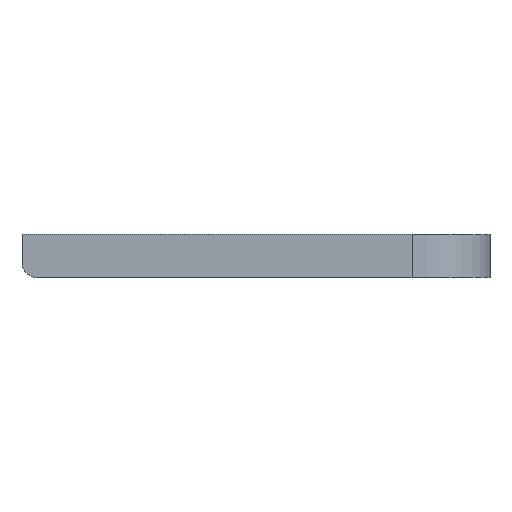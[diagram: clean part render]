
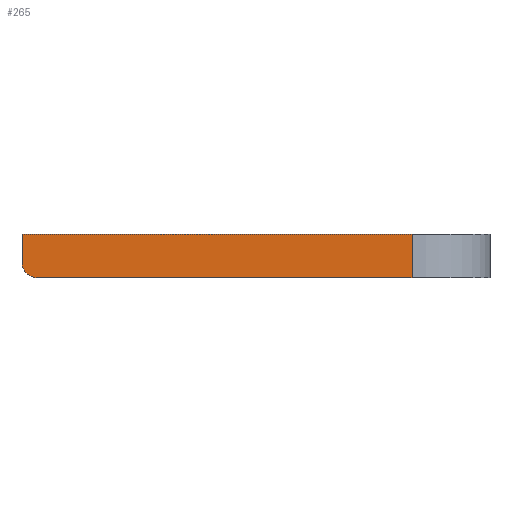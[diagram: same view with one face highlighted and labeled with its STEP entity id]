
A CAD part, front view. The second image highlights one B-rep face of the part: STEP entity #265.
In plain terms, the highlighted planar face has unit normal (0, -1, 0).
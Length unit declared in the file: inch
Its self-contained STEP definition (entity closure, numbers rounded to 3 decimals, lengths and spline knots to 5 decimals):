
#9 = VECTOR ( 'NONE', #736, 39.37008 ) ;
#32 = EDGE_CURVE ( 'NONE', #1021, #906, #553, .T. ) ;
#122 = CARTESIAN_POINT ( 'NONE',  ( 4.92126, -1.9685, 0.55118 ) ) ;
#130 = DIRECTION ( 'NONE',  ( 0., 0., -1. ) ) ;
#196 = CARTESIAN_POINT ( 'NONE',  ( 0., -1.9685, 0.55118 ) ) ;
#240 = PLANE ( 'NONE',  #1189 ) ;
#265 = ADVANCED_FACE ( 'NONE', ( #471 ), #240, .T. ) ;
#268 = CARTESIAN_POINT ( 'NONE',  ( 0.19685, -1.9685, 0. ) ) ;
#368 = LINE ( 'NONE', #746, #9 ) ;
#410 = VECTOR ( 'NONE', #413, 39.37008 ) ;
#413 = DIRECTION ( 'NONE',  ( -1., 0., 0. ) ) ;
#423 = LINE ( 'NONE', #196, #436 ) ;
#428 = ORIENTED_EDGE ( 'NONE', *, *, #1411, .T. ) ;
#436 = VECTOR ( 'NONE', #538, 39.37008 ) ;
#442 = DIRECTION ( 'NONE',  ( 0., 0., -1. ) ) ;
#457 = CARTESIAN_POINT ( 'NONE',  ( 4.92126, -1.9685, 0.55118 ) ) ;
#461 = CARTESIAN_POINT ( 'NONE',  ( 4.92126, -1.9685, 0.55118 ) ) ;
#471 = FACE_OUTER_BOUND ( 'NONE', #585, .T. ) ;
#538 = DIRECTION ( 'NONE',  ( 0., 0., -1. ) ) ;
#553 = LINE ( 'NONE', #457, #1085 ) ;
#585 = EDGE_LOOP ( 'NONE', ( #1416, #428, #1372, #1227, #1508 ) ) ;
#590 = DIRECTION ( 'NONE',  ( 0., -1., 0. ) ) ;
#673 = AXIS2_PLACEMENT_3D ( 'NONE', #675, #786, #130 ) ;
#675 = CARTESIAN_POINT ( 'NONE',  ( 0.19685, -1.9685, 0.19685 ) ) ;
#736 = DIRECTION ( 'NONE',  ( -1., 0., 0. ) ) ;
#746 = CARTESIAN_POINT ( 'NONE',  ( 4.92126, -1.9685, 0. ) ) ;
#762 = EDGE_CURVE ( 'NONE', #906, #870, #368, .T. ) ;
#764 = LINE ( 'NONE', #1118, #410 ) ;
#786 = DIRECTION ( 'NONE',  ( 0., -1., 0. ) ) ;
#846 = VERTEX_POINT ( 'NONE', #979 ) ;
#870 = VERTEX_POINT ( 'NONE', #268 ) ;
#886 = EDGE_CURVE ( 'NONE', #846, #1485, #423, .T. ) ;
#890 = CARTESIAN_POINT ( 'NONE',  ( 4.92126, -1.9685, 0. ) ) ;
#906 = VERTEX_POINT ( 'NONE', #890 ) ;
#979 = CARTESIAN_POINT ( 'NONE',  ( 0., -1.9685, 0.55118 ) ) ;
#1021 = VERTEX_POINT ( 'NONE', #461 ) ;
#1085 = VECTOR ( 'NONE', #442, 39.37008 ) ;
#1118 = CARTESIAN_POINT ( 'NONE',  ( 4.92126, -1.9685, 0.55118 ) ) ;
#1155 = DIRECTION ( 'NONE',  ( 0., 0., -1. ) ) ;
#1189 = AXIS2_PLACEMENT_3D ( 'NONE', #122, #590, #1155 ) ;
#1227 = ORIENTED_EDGE ( 'NONE', *, *, #32, .F. ) ;
#1299 = CIRCLE ( 'NONE', #673, 0.19685 ) ;
#1372 = ORIENTED_EDGE ( 'NONE', *, *, #762, .F. ) ;
#1373 = EDGE_CURVE ( 'NONE', #1021, #846, #764, .T. ) ;
#1411 = EDGE_CURVE ( 'NONE', #1485, #870, #1299, .T. ) ;
#1416 = ORIENTED_EDGE ( 'NONE', *, *, #886, .T. ) ;
#1422 = CARTESIAN_POINT ( 'NONE',  ( 0., -1.9685, 0.19685 ) ) ;
#1485 = VERTEX_POINT ( 'NONE', #1422 ) ;
#1508 = ORIENTED_EDGE ( 'NONE', *, *, #1373, .T. ) ;
